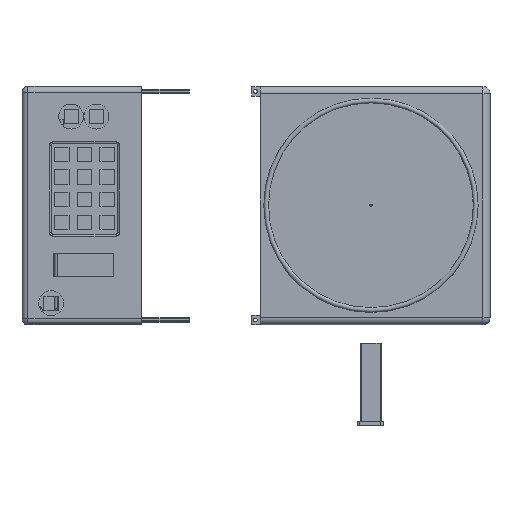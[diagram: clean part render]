
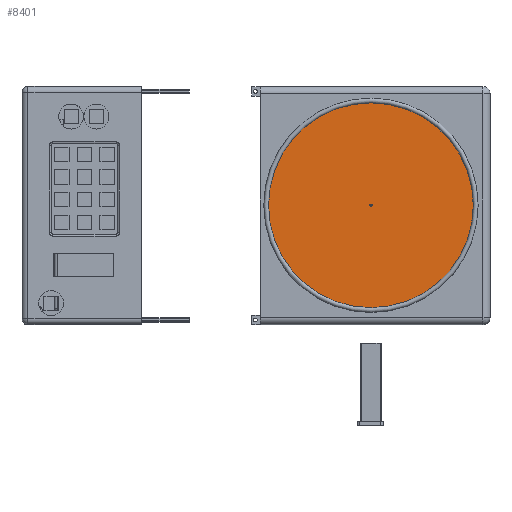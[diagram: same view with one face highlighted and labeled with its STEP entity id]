
A CAD part, top view. The second image highlights one B-rep face of the part: STEP entity #8401.
In plain terms, the highlighted planar face has unit normal (0, 0, 1).
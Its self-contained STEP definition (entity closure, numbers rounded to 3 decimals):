
#106=FACE_BOUND('',#1262,.T.);
#278=CIRCLE('',#9015,86.);
#279=CIRCLE('',#9016,1.);
#748=FACE_OUTER_BOUND('',#1261,.T.);
#1261=EDGE_LOOP('',(#6150));
#1262=EDGE_LOOP('',(#6151));
#3717=VERTEX_POINT('',#12721);
#3718=VERTEX_POINT('',#12723);
#4625=EDGE_CURVE('',#3717,#3717,#278,.T.);
#4626=EDGE_CURVE('',#3718,#3718,#279,.T.);
#6150=ORIENTED_EDGE('',*,*,#4625,.T.);
#6151=ORIENTED_EDGE('',*,*,#4626,.T.);
#8029=PLANE('',#9014);
#8401=ADVANCED_FACE('',(#748,#106),#8029,.T.);
#9014=AXIS2_PLACEMENT_3D('',#12720,#10247,#10248);
#9015=AXIS2_PLACEMENT_3D('',#12722,#10249,#10250);
#9016=AXIS2_PLACEMENT_3D('',#12724,#10251,#10252);
#10247=DIRECTION('center_axis',(0.,0.,1.));
#10248=DIRECTION('ref_axis',(1.,0.,0.));
#10249=DIRECTION('center_axis',(0.,0.,1.));
#10250=DIRECTION('ref_axis',(1.,0.,0.));
#10251=DIRECTION('center_axis',(0.,0.,-1.));
#10252=DIRECTION('ref_axis',(1.,0.,0.));
#12720=CARTESIAN_POINT('Origin',(0.,0.,
157.));
#12721=CARTESIAN_POINT('',(86.,0.,157.));
#12722=CARTESIAN_POINT('Origin',(0.,0.,
157.));
#12723=CARTESIAN_POINT('',(-1.,0.,157.));
#12724=CARTESIAN_POINT('Origin',(0.,0.,
157.));
